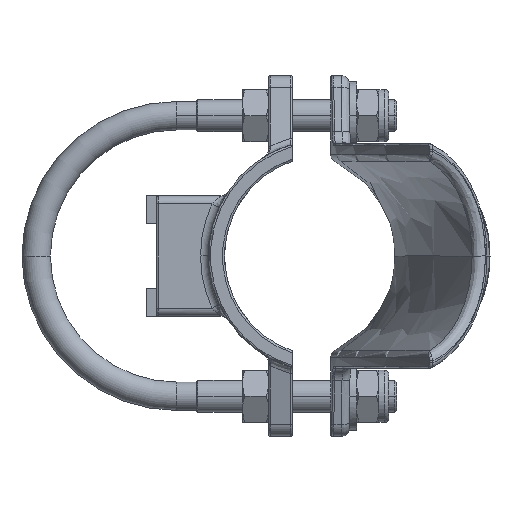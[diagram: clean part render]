
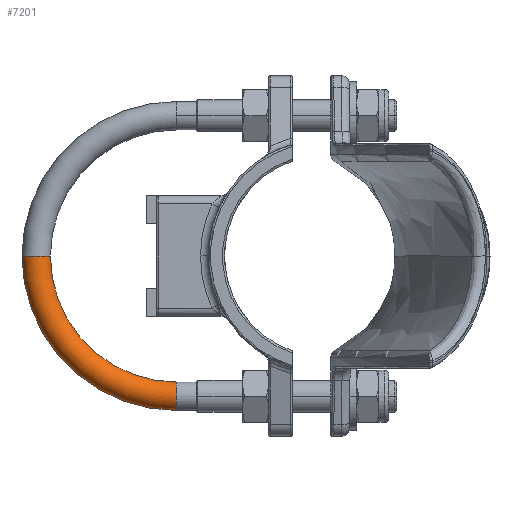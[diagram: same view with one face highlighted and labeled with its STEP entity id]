
A CAD part, left-side view. The second image highlights one B-rep face of the part: STEP entity #7201.
In plain terms, the highlighted toroidal (fillet/blend) face has major radius 35 mm and minor radius 3.55 mm.
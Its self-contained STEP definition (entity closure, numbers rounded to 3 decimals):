
#636 = CARTESIAN_POINT ( 'NONE',  ( 0., 43.55, 0. ) ) ;
#1134 = DIRECTION ( 'NONE',  ( 0., 0., -1. ) ) ;
#1774 = TOROIDAL_SURFACE ( 'NONE', #6761, 35., 3.55 ) ;
#3242 = ORIENTED_EDGE ( 'NONE', *, *, #4365, .T. ) ;
#4365 = EDGE_CURVE ( 'NONE', #10280, #4477, #27702, .T. ) ;
#4418 = CIRCLE ( 'NONE', #6910, 3.55 ) ;
#4457 = DIRECTION ( 'NONE',  ( 0., 1., 0. ) ) ;
#4477 = VERTEX_POINT ( 'NONE', #636 ) ;
#5301 = VERTEX_POINT ( 'NONE', #17424 ) ;
#5771 = CIRCLE ( 'NONE', #23295, 38.55 ) ;
#6168 = EDGE_LOOP ( 'NONE', ( #15799, #18206, #27076, #3242 ) ) ;
#6339 = DIRECTION ( 'NONE',  ( 1., 0., 0. ) ) ;
#6638 = FACE_OUTER_BOUND ( 'NONE', #6168, .T. ) ;
#6739 = DIRECTION ( 'NONE',  ( -1., 0., 0. ) ) ;
#6761 = AXIS2_PLACEMENT_3D ( 'NONE', #30040, #6339, #4457 ) ;
#6910 = AXIS2_PLACEMENT_3D ( 'NONE', #16727, #9951, #7597 ) ;
#7201 = ADVANCED_FACE ( 'NONE', ( #6638 ), #1774, .T. ) ;
#7597 = DIRECTION ( 'NONE',  ( 0., 0., 1. ) ) ;
#8593 = DIRECTION ( 'NONE',  ( 1., 0., 0. ) ) ;
#9951 = DIRECTION ( 'NONE',  ( 0., -1., 0. ) ) ;
#10280 = VERTEX_POINT ( 'NONE', #28230 ) ;
#10819 = DIRECTION ( 'NONE',  ( 0., 0., -1. ) ) ;
#13002 = CARTESIAN_POINT ( 'NONE',  ( 0., 5., 0. ) ) ;
#13233 = CIRCLE ( 'NONE', #14745, 31.45 ) ;
#14745 = AXIS2_PLACEMENT_3D ( 'NONE', #13002, #15392, #1134 ) ;
#15392 = DIRECTION ( 'NONE',  ( 1., 0., 0. ) ) ;
#15799 = ORIENTED_EDGE ( 'NONE', *, *, #25600, .F. ) ;
#16270 = EDGE_CURVE ( 'NONE', #27273, #5301, #4418, .T. ) ;
#16727 = CARTESIAN_POINT ( 'NONE',  ( 0., 5., -35. ) ) ;
#17424 = CARTESIAN_POINT ( 'NONE',  ( 0., 5., -38.55 ) ) ;
#18206 = ORIENTED_EDGE ( 'NONE', *, *, #16270, .F. ) ;
#18696 = CARTESIAN_POINT ( 'NONE',  ( 0., 40., 0. ) ) ;
#22772 = CARTESIAN_POINT ( 'NONE',  ( 0., 5., 0. ) ) ;
#23295 = AXIS2_PLACEMENT_3D ( 'NONE', #22772, #8593, #10819 ) ;
#25472 = EDGE_CURVE ( 'NONE', #27273, #10280, #13233, .T. ) ;
#25600 = EDGE_CURVE ( 'NONE', #5301, #4477, #5771, .T. ) ;
#27076 = ORIENTED_EDGE ( 'NONE', *, *, #25472, .T. ) ;
#27205 = AXIS2_PLACEMENT_3D ( 'NONE', #18696, #28235, #6739 ) ;
#27273 = VERTEX_POINT ( 'NONE', #27842 ) ;
#27702 = CIRCLE ( 'NONE', #27205, 3.55 ) ;
#27842 = CARTESIAN_POINT ( 'NONE',  ( 0., 5., -31.45 ) ) ;
#28230 = CARTESIAN_POINT ( 'NONE',  ( 0., 36.45, 0. ) ) ;
#28235 = DIRECTION ( 'NONE',  ( 0., 0., -1. ) ) ;
#30040 = CARTESIAN_POINT ( 'NONE',  ( 0., 5., 0. ) ) ;
